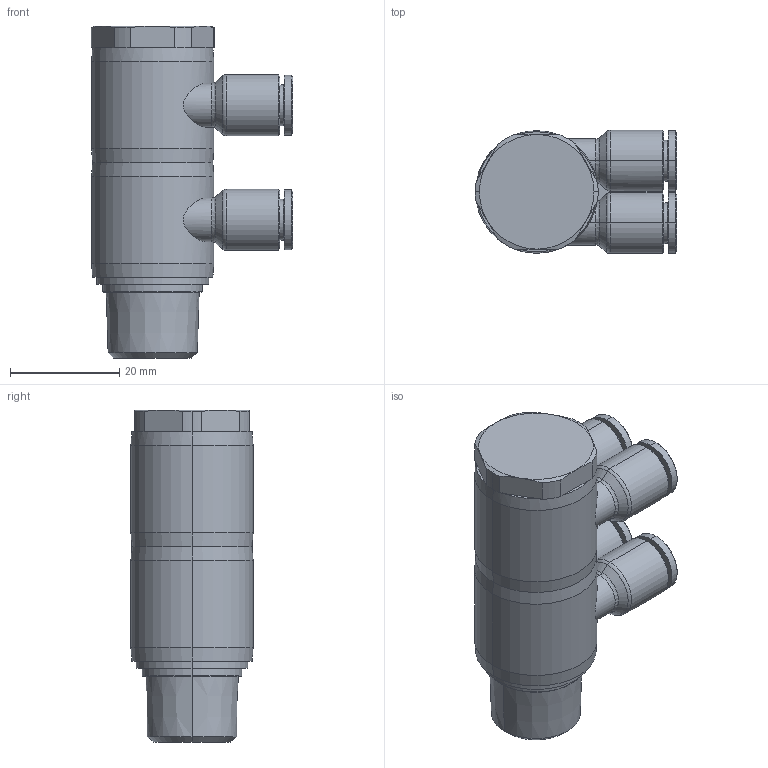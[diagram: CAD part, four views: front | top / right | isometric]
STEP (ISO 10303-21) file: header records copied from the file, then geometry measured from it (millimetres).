
FILE_DESCRIPTION((''),'2;1');
FILE_NAME('GPA_0603(2)(3D).stp','2012-12-17T14:22:20',(''),(''),'Mechanical Desktop.R8.0.24.0','Mechanical Desktop.R8.0.24.0',', , ');
FILE_SCHEMA(('CONFIG_CONTROL_DESIGN'));
Length unit declared in the file: millimetre
Products named in the file (2): GPA_0603(2)(3D); 睡ヶ1
Assembly tree (1 placements, depth 2):
  GPA_0603(2)(3D)
    睡ヶ1
Bounding box: 36.9 x 22.6 x 60.8 mm (x, y, z)
Volume: 19905.3 mm3; surface area: 10569.3 mm2
Topology: 1 solids, 1 shells, 1005 faces, 2744 edges, 1795 vertices
Faces by surface type: plane 701, bspline 116, cylinder 106, cone 70, torus 12
Entity records: 33535 total; most frequent: CARTESIAN_POINT 8094, ORIENTED_EDGE 5484, DIRECTION 4998, EDGE_CURVE 2742, VECTOR 2152, LINE 2152, VERTEX_POINT 1795, AXIS2_PLACEMENT_3D 1423
